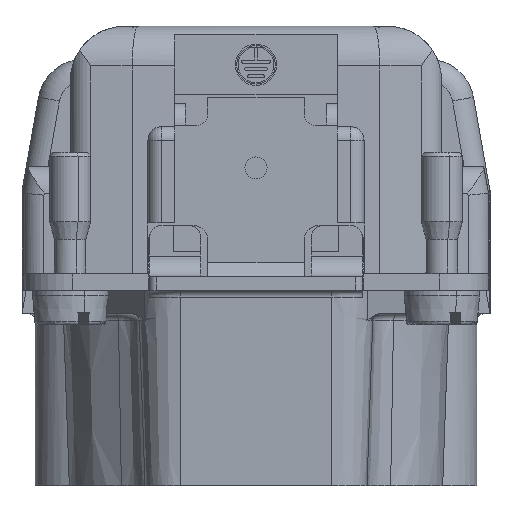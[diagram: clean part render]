
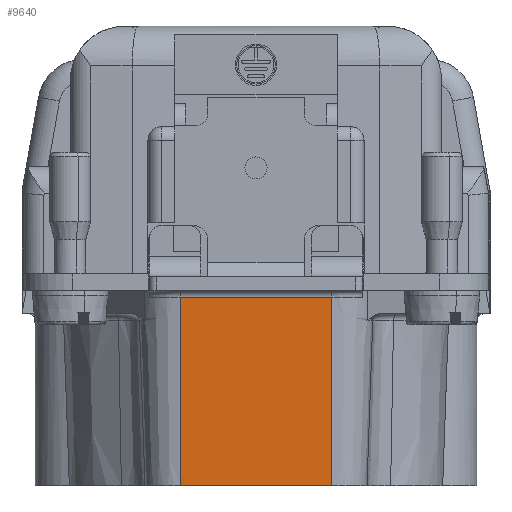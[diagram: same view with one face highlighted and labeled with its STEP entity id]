
A CAD part, left-side view. The second image highlights one B-rep face of the part: STEP entity #9640.
In plain terms, the highlighted planar face has unit normal (-0.999, 0, -0.035).
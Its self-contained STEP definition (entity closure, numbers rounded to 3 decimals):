
#8210=PLANE('',#26451);
#8752=FACE_OUTER_BOUND('',#14271,.T.);
#9640=ADVANCED_FACE('',(#8752),#8210,.T.);
#11287=LINE('',#34217,#12725);
#11298=LINE('',#34270,#12736);
#11299=LINE('',#34272,#12737);
#11300=LINE('',#34274,#12738);
#12725=VECTOR('',#28836,1.);
#12736=VECTOR('',#28879,1.);
#12737=VECTOR('',#28880,1.);
#12738=VECTOR('',#28881,1.);
#14271=EDGE_LOOP('',(#16013,#16014,#16015,#16016));
#16013=ORIENTED_EDGE('',*,*,#23225,.F.);
#16014=ORIENTED_EDGE('',*,*,#23226,.T.);
#16015=ORIENTED_EDGE('',*,*,#23227,.T.);
#16016=ORIENTED_EDGE('',*,*,#23199,.T.);
#21310=VERTEX_POINT('',#34218);
#21311=VERTEX_POINT('',#34219);
#21336=VERTEX_POINT('',#34271);
#21337=VERTEX_POINT('',#34273);
#23199=EDGE_CURVE('',#21310,#21311,#11287,.T.);
#23225=EDGE_CURVE('',#21336,#21311,#11298,.T.);
#23226=EDGE_CURVE('',#21336,#21337,#11299,.T.);
#23227=EDGE_CURVE('',#21337,#21310,#11300,.T.);
#26451=AXIS2_PLACEMENT_3D('',#34275,#28882,#28883);
#28836=DIRECTION('',(0.,-1.,0.));
#28879=DIRECTION('',(0.035,0.,-0.999));
#28880=DIRECTION('',(0.,1.,0.));
#28881=DIRECTION('',(0.035,0.,-0.999));
#28882=DIRECTION('',(-0.999,0.,-0.035));
#28883=DIRECTION('',(-0.035,0.,0.999));
#34217=CARTESIAN_POINT('',(-40.063,-12.538,0.));
#34218=CARTESIAN_POINT('',(-40.063,5.5,0.));
#34219=CARTESIAN_POINT('',(-40.063,-5.5,0.));
#34270=CARTESIAN_POINT('',(-40.5,-5.5,12.5));
#34271=CARTESIAN_POINT('',(-40.543,-5.5,13.717));
#34272=CARTESIAN_POINT('',(-40.543,5.5,13.717));
#34273=CARTESIAN_POINT('',(-40.543,5.5,13.717));
#34274=CARTESIAN_POINT('',(-40.5,5.5,12.5));
#34275=CARTESIAN_POINT('',(-40.5,-12.538,12.5));
